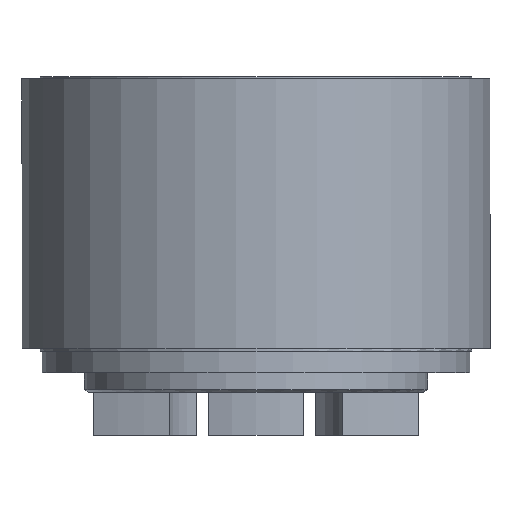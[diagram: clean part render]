
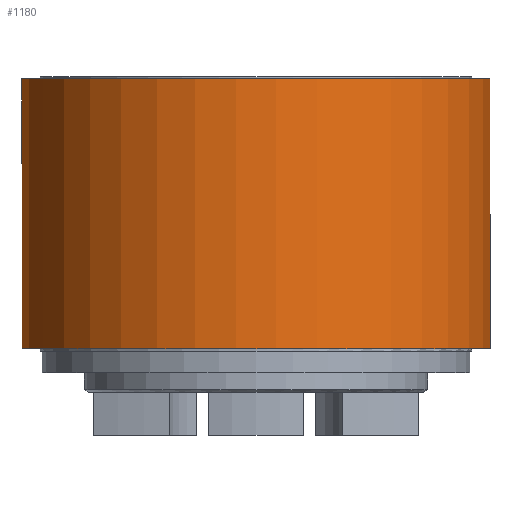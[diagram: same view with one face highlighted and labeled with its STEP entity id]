
A CAD part, left-side view. The second image highlights one B-rep face of the part: STEP entity #1180.
In plain terms, the highlighted cylindrical face has radius 10.875 mm (diameter 21.75 mm), a partial arc.
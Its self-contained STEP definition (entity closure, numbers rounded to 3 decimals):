
#29=CYLINDRICAL_SURFACE('',#1250,10.875);
#68=LINE('',#1684,#110);
#69=LINE('',#1688,#111);
#110=VECTOR('',#1398,1000.);
#111=VECTOR('',#1403,1000.);
#168=ORIENTED_EDGE('',*,*,#381,.T.);
#169=ORIENTED_EDGE('',*,*,#382,.F.);
#170=ORIENTED_EDGE('',*,*,#379,.F.);
#171=ORIENTED_EDGE('',*,*,#370,.F.);
#370=EDGE_CURVE('',#478,#479,#548,.T.);
#379=EDGE_CURVE('',#479,#485,#68,.T.);
#381=EDGE_CURVE('',#478,#486,#69,.T.);
#382=EDGE_CURVE('',#485,#486,#553,.T.);
#478=VERTEX_POINT('',#1665);
#479=VERTEX_POINT('',#1667);
#485=VERTEX_POINT('',#1685);
#486=VERTEX_POINT('',#1689);
#548=CIRCLE('',#1242,10.875);
#553=CIRCLE('',#1251,10.875);
#616=EDGE_LOOP('',(#168,#169,#170,#171));
#693=FACE_BOUND('',#616,.T.);
#1180=ADVANCED_FACE('',(#693),#29,.T.);
#1242=AXIS2_PLACEMENT_3D('',#1666,#1379,#1380);
#1250=AXIS2_PLACEMENT_3D('',#1687,#1401,#1402);
#1251=AXIS2_PLACEMENT_3D('',#1690,#1404,#1405);
#1379=DIRECTION('',(0.,0.,-1.));
#1380=DIRECTION('',(-1.,0.,0.));
#1398=DIRECTION('',(0.,0.,1.));
#1401=DIRECTION('',(0.,0.,-1.));
#1402=DIRECTION('',(1.,0.,0.));
#1403=DIRECTION('',(0.,0.,1.));
#1404=DIRECTION('',(0.,0.,1.));
#1405=DIRECTION('',(1.,0.,0.));
#1665=CARTESIAN_POINT('',(6.206,-8.93,2.));
#1666=CARTESIAN_POINT('',(0.,0.,2.));
#1667=CARTESIAN_POINT('',(6.206,8.93,2.));
#1684=CARTESIAN_POINT('',(6.206,8.93,-68.471));
#1685=CARTESIAN_POINT('',(6.206,8.93,14.5));
#1687=CARTESIAN_POINT('',(0.,0.,-68.471));
#1688=CARTESIAN_POINT('',(6.206,-8.93,-68.471));
#1689=CARTESIAN_POINT('',(6.206,-8.93,14.5));
#1690=CARTESIAN_POINT('',(0.,0.,14.5));
